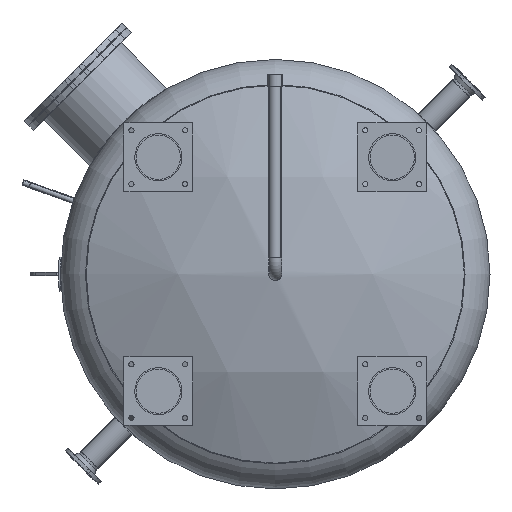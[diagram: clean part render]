
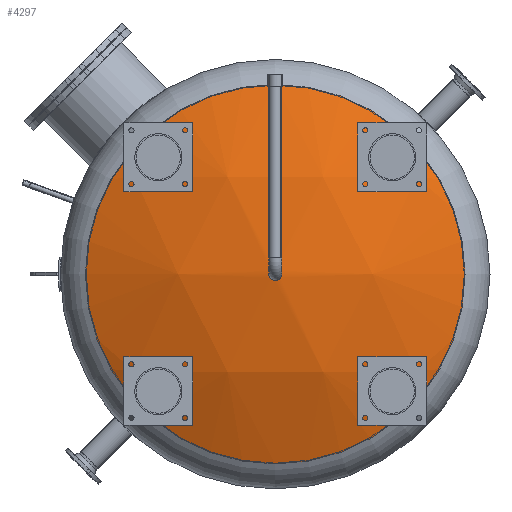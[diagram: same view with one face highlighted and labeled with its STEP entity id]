
A CAD part, front view. The second image highlights one B-rep face of the part: STEP entity #4297.
In plain terms, the highlighted spherical face has radius 2007.8 mm.
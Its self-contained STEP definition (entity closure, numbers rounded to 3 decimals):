
#395=FACE_BOUND('',#826,.T.);
#568=SPHERICAL_SURFACE('',#5032,2007.8);
#590=FACE_OUTER_BOUND('',#825,.T.);
#825=EDGE_LOOP('',(#2986,#2987));
#826=EDGE_LOOP('',(#2988));
#1692=CIRCLE('',#5023,30.15);
#1694=CIRCLE('',#5026,883.655);
#1695=CIRCLE('',#5027,883.655);
#1975=VERTEX_POINT('',#7028);
#1977=VERTEX_POINT('',#7034);
#1978=VERTEX_POINT('',#7035);
#2379=EDGE_CURVE('',#1975,#1975,#1692,.T.);
#2382=EDGE_CURVE('',#1977,#1978,#1694,.T.);
#2383=EDGE_CURVE('',#1978,#1977,#1695,.T.);
#2986=ORIENTED_EDGE('',*,*,#2382,.T.);
#2987=ORIENTED_EDGE('',*,*,#2383,.T.);
#2988=ORIENTED_EDGE('',*,*,#2379,.T.);
#4297=ADVANCED_FACE('',(#590,#395),#568,.T.);
#5023=AXIS2_PLACEMENT_3D('',#7029,#5642,#5643);
#5026=AXIS2_PLACEMENT_3D('',#7036,#5649,#5650);
#5027=AXIS2_PLACEMENT_3D('',#7037,#5651,#5652);
#5032=AXIS2_PLACEMENT_3D('',#7045,#5661,#5662);
#5642=DIRECTION('center_axis',(0.,-1.,0.));
#5643=DIRECTION('ref_axis',(1.,0.,0.));
#5649=DIRECTION('center_axis',(0.,1.,0.));
#5650=DIRECTION('ref_axis',(-1.,0.,0.));
#5651=DIRECTION('center_axis',(0.,1.,0.));
#5652=DIRECTION('ref_axis',(-1.,0.,0.));
#5661=DIRECTION('center_axis',(0.,0.,1.));
#5662=DIRECTION('ref_axis',(1.,0.,0.));
#7028=CARTESIAN_POINT('',(-30.15,422.225,0.));
#7029=CARTESIAN_POINT('Origin',(0.,422.225,0.));
#7034=CARTESIAN_POINT('',(-883.655,217.542,0.));
#7035=CARTESIAN_POINT('',(0.,217.542,-883.655));
#7036=CARTESIAN_POINT('Origin',(0.,217.542,
0.));
#7037=CARTESIAN_POINT('Origin',(0.,217.542,
0.));
#7045=CARTESIAN_POINT('Origin',(0.,-1585.349,0.));
